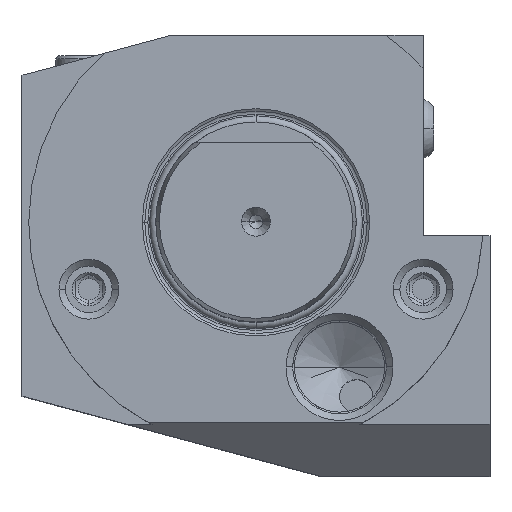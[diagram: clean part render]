
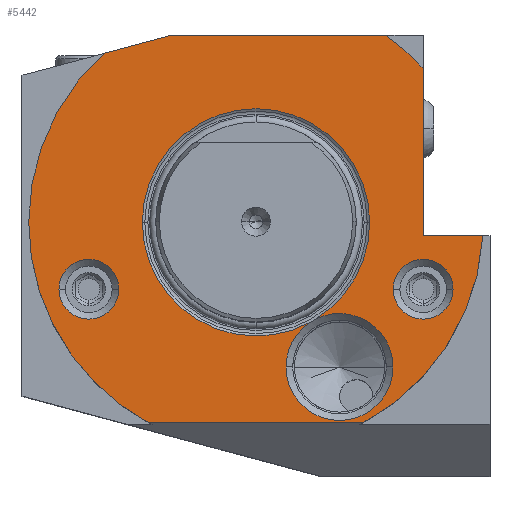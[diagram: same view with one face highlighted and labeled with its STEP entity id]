
A CAD part, top view. The second image highlights one B-rep face of the part: STEP entity #5442.
In plain terms, the highlighted planar face has unit normal (0, 0, 1).
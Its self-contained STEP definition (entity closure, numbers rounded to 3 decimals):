
#227=CARTESIAN_POINT('',(0,0,-55));
#228=DIRECTION('',(0,0,1));
#229=DIRECTION('',(-0.668,0.744,0));
#230=AXIS2_PLACEMENT_3D('',#227,#228,#229);
#232=DIRECTION('',(-0.966,-0.259,0));
#233=VECTOR('',#232,10.475);
#234=CARTESIAN_POINT('',(-12.608,28,-55));
#235=LINE('',#234,#233);
#236=DIRECTION('',(-1,0,0));
#237=VECTOR('',#236,31.895);
#238=CARTESIAN_POINT('',(19.287,28,-55));
#239=LINE('',#238,#237);
#240=CARTESIAN_POINT('',(0,0,-55));
#241=DIRECTION('',(0,0,1));
#242=DIRECTION('',(0.735,0.678,0));
#243=AXIS2_PLACEMENT_3D('',#240,#241,#242);
#245=DIRECTION('',(0,1,0));
#246=VECTOR('',#245,25.043);
#247=CARTESIAN_POINT('',(25,-2,-55));
#248=LINE('',#247,#246);
#249=DIRECTION('',(-1,0,0));
#250=VECTOR('',#249,8.941);
#251=CARTESIAN_POINT('',(33.941,-2,-55));
#252=LINE('',#251,#250);
#253=CARTESIAN_POINT('',(0,0,-55));
#254=DIRECTION('',(0,0,1));
#255=DIRECTION('',(0.471,-0.882,0));
#256=AXIS2_PLACEMENT_3D('',#253,#254,#255);
#258=CARTESIAN_POINT('',(0,0,-55));
#259=DIRECTION('',(0,0,1));
#260=DIRECTION('',(-1,0,0));
#261=AXIS2_PLACEMENT_3D('',#258,#259,#260);
#263=CARTESIAN_POINT('',(-25,-10,-55));
#264=DIRECTION('',(0,0,-1));
#265=DIRECTION('',(1,0,0));
#266=AXIS2_PLACEMENT_3D('',#263,#264,#265);
#268=CARTESIAN_POINT('',(-25,-10,-55));
#269=DIRECTION('',(0,0,-1));
#270=DIRECTION('',(-1,0,0));
#271=AXIS2_PLACEMENT_3D('',#268,#269,#270);
#273=CARTESIAN_POINT('',(25,-10,-55));
#274=DIRECTION('',(0,0,-1));
#275=DIRECTION('',(1,0,0));
#276=AXIS2_PLACEMENT_3D('',#273,#274,#275);
#278=CARTESIAN_POINT('',(25,-10,-55));
#279=DIRECTION('',(0,0,-1));
#280=DIRECTION('',(-1,0,0));
#281=AXIS2_PLACEMENT_3D('',#278,#279,#280);
#283=CARTESIAN_POINT('',(0,0,-55));
#284=DIRECTION('',(0,0,-1));
#285=DIRECTION('',(1,0,0));
#286=AXIS2_PLACEMENT_3D('',#283,#284,#285);
#288=CARTESIAN_POINT('',(0,0,-55));
#289=DIRECTION('',(0,0,-1));
#290=DIRECTION('',(-1,0,0));
#291=AXIS2_PLACEMENT_3D('',#288,#289,#290);
#293=CARTESIAN_POINT('',(0,0,-55));
#294=DIRECTION('',(0,0,-1));
#295=DIRECTION('',(0.476,-0.879,0));
#296=AXIS2_PLACEMENT_3D('',#293,#294,#295);
#298=CARTESIAN_POINT('',(12.49,-21.633,-55));
#299=DIRECTION('',(0,0,-1));
#300=DIRECTION('',(-1,0,0));
#301=AXIS2_PLACEMENT_3D('',#298,#299,#300);
#303=CARTESIAN_POINT('',(12.49,-21.633,-55));
#304=DIRECTION('',(0,0,-1));
#305=DIRECTION('',(1,0,0));
#306=AXIS2_PLACEMENT_3D('',#303,#304,#305);
#308=CARTESIAN_POINT('',(12.49,-21.633,-55));
#309=DIRECTION('',(0,0,-1));
#310=DIRECTION('',(-0.449,0.894,0));
#311=AXIS2_PLACEMENT_3D('',#308,#309,#310);
#347=DIRECTION('',(-1,0,0));
#348=VECTOR('',#347,32);
#349=CARTESIAN_POINT('',(16,-30,-55));
#350=LINE('',#349,#348);
#354=CARTESIAN_POINT('',(16,-30,-55));
#364=CARTESIAN_POINT('',(-16,-30,-55));
#1364=CARTESIAN_POINT('',(8.093,-14.95,-55));
#4357=CARTESIAN_POINT('',(20.49,-21.633,-55));
#4358=CARTESIAN_POINT('',(4.49,-21.633,-55));
#4359=VERTEX_POINT('',#4357);
#4360=VERTEX_POINT('',#4358);
#4431=CARTESIAN_POINT('',(17,0,-55));
#4432=CARTESIAN_POINT('',(8.901,-14.484,-55));
#4433=VERTEX_POINT('',#4431);
#4434=VERTEX_POINT('',#4432);
#4452=VERTEX_POINT('',#1364);
#4471=VERTEX_POINT('',#354);
#4504=CARTESIAN_POINT('',(-17,0,-55));
#4505=VERTEX_POINT('',#4504);
#4529=CARTESIAN_POINT('',(33.941,-2,-55));
#4531=VERTEX_POINT('',#4529);
#4543=VERTEX_POINT('',#364);
#4545=CARTESIAN_POINT('',(25,-2,-55));
#4546=VERTEX_POINT('',#4545);
#4548=CARTESIAN_POINT('',(25,23.043,-55));
#4549=CARTESIAN_POINT('',(19.287,28,-55));
#4550=VERTEX_POINT('',#4548);
#4551=VERTEX_POINT('',#4549);
#4558=CARTESIAN_POINT('',(-12.608,28,-55));
#4559=VERTEX_POINT('',#4558);
#4565=CARTESIAN_POINT('',(-22.726,25.289,-55));
#4566=VERTEX_POINT('',#4565);
#4581=CARTESIAN_POINT('',(20.525,-10,-55));
#4582=CARTESIAN_POINT('',(29.475,-10,-55));
#4583=VERTEX_POINT('',#4581);
#4584=VERTEX_POINT('',#4582);
#4605=CARTESIAN_POINT('',(-29.475,-10,-55));
#4606=CARTESIAN_POINT('',(-20.525,-10,-55));
#4607=VERTEX_POINT('',#4605);
#4608=VERTEX_POINT('',#4606);
#4609=CARTESIAN_POINT('',(-34,0,-55));
#4610=VERTEX_POINT('',#4609);
#5393=CARTESIAN_POINT('',(0,17,-55));
#5394=DIRECTION('',(0,0,-1));
#5395=DIRECTION('',(-1,0,0));
#5396=AXIS2_PLACEMENT_3D('',#5393,#5394,#5395);
#5397=PLANE('',#5396);
#5399=ORIENTED_EDGE('',*,*,#5398,.F.);
#5401=ORIENTED_EDGE('',*,*,#5400,.F.);
#5403=ORIENTED_EDGE('',*,*,#5402,.F.);
#5405=ORIENTED_EDGE('',*,*,#5404,.F.);
#5407=ORIENTED_EDGE('',*,*,#5406,.F.);
#5409=ORIENTED_EDGE('',*,*,#5408,.F.);
#5411=ORIENTED_EDGE('',*,*,#5410,.F.);
#5413=ORIENTED_EDGE('',*,*,#5412,.T.);
#5415=ORIENTED_EDGE('',*,*,#5414,.F.);
#5416=EDGE_LOOP('',(#5399,#5401,#5403,#5405,#5407,#5409,#5411,#5413,#5415));
#5417=FACE_OUTER_BOUND('',#5416,.F.);
#5419=ORIENTED_EDGE('',*,*,#5418,.F.);
#5421=ORIENTED_EDGE('',*,*,#5420,.F.);
#5422=EDGE_LOOP('',(#5419,#5421));
#5423=FACE_BOUND('',#5422,.F.);
#5424=ORIENTED_EDGE('',*,*,#5373,.F.);
#5425=ORIENTED_EDGE('',*,*,#5386,.F.);
#5426=EDGE_LOOP('',(#5424,#5425));
#5427=FACE_BOUND('',#5426,.F.);
#5429=ORIENTED_EDGE('',*,*,#5428,.F.);
#5431=ORIENTED_EDGE('',*,*,#5430,.F.);
#5433=ORIENTED_EDGE('',*,*,#5432,.F.);
#5435=ORIENTED_EDGE('',*,*,#5434,.F.);
#5437=ORIENTED_EDGE('',*,*,#5436,.F.);
#5439=ORIENTED_EDGE('',*,*,#5438,.F.);
#5440=EDGE_LOOP('',(#5429,#5431,#5433,#5435,#5437,#5439));
#5441=FACE_BOUND('',#5440,.F.);
#5442=ADVANCED_FACE('',(#5417,#5423,#5427,#5441),#5397,.F.);
#231=CIRCLE('',#230,34);
#244=CIRCLE('',#243,34);
#257=CIRCLE('',#256,34);
#262=CIRCLE('',#261,34);
#267=CIRCLE('',#266,4.475);
#272=CIRCLE('',#271,4.475);
#277=CIRCLE('',#276,4.475);
#282=CIRCLE('',#281,4.475);
#287=CIRCLE('',#286,17);
#292=CIRCLE('',#291,17);
#297=CIRCLE('',#296,17);
#302=CIRCLE('',#301,8);
#307=CIRCLE('',#306,8);
#312=CIRCLE('',#311,8);
#5373=EDGE_CURVE('',#4584,#4583,#277,.T.);
#5386=EDGE_CURVE('',#4583,#4584,#282,.T.);
#5398=EDGE_CURVE('',#4566,#4610,#231,.T.);
#5400=EDGE_CURVE('',#4559,#4566,#235,.T.);
#5402=EDGE_CURVE('',#4551,#4559,#239,.T.);
#5404=EDGE_CURVE('',#4550,#4551,#244,.T.);
#5406=EDGE_CURVE('',#4546,#4550,#248,.T.);
#5408=EDGE_CURVE('',#4531,#4546,#252,.T.);
#5410=EDGE_CURVE('',#4471,#4531,#257,.T.);
#5412=EDGE_CURVE('',#4471,#4543,#350,.T.);
#5414=EDGE_CURVE('',#4610,#4543,#262,.T.);
#5418=EDGE_CURVE('',#4608,#4607,#267,.T.);
#5420=EDGE_CURVE('',#4607,#4608,#272,.T.);
#5428=EDGE_CURVE('',#4433,#4434,#287,.T.);
#5430=EDGE_CURVE('',#4505,#4433,#292,.T.);
#5432=EDGE_CURVE('',#4452,#4505,#297,.T.);
#5434=EDGE_CURVE('',#4360,#4452,#302,.T.);
#5436=EDGE_CURVE('',#4359,#4360,#307,.T.);
#5438=EDGE_CURVE('',#4434,#4359,#312,.T.);
